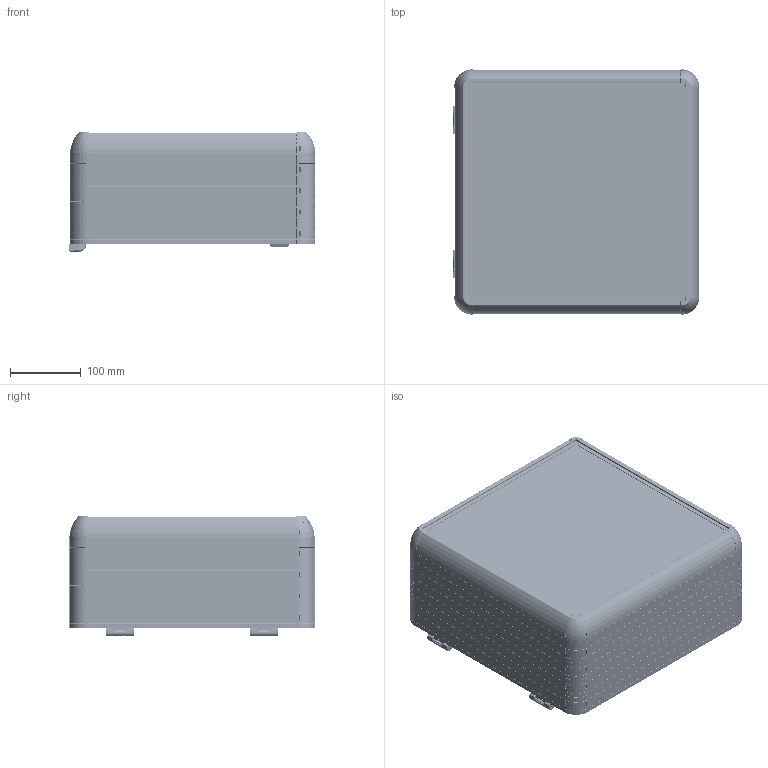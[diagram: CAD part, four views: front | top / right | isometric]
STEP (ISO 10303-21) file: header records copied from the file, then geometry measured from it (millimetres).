
FILE_DESCRIPTION (( 'STEP AP214' ), '1' );
FILE_NAME ('1500-0004.STEP', '2022-04-20T06:50:29', ( '' ), ( '' ), 'SwSTEP 2.0', 'SolidWorks 2022', '' );
FILE_SCHEMA (( 'AUTOMOTIVE_DESIGN' ));
Length unit declared in the file: millimetre
Products named in the file (5): 1500-0004; HPECO-150-001_295; ARKA_KAPAK_300X300; 300X300; ECO1500-0000
Assembly tree (10 placements, depth 2):
  1500-0004
    300X300
    ARKA_KAPAK_300X300
    HPECO-150-001_295  x4
    ECO1500-0000  x4
Bounding box: 349.03 x 347 x 169.15 mm (x, y, z)
Volume: 1733679.1 mm3; surface area: 1468955.4 mm2
Topology: 38 solids, 88 shells, 10453 faces, 27196 edges, 16478 vertices
Faces by surface type: plane 3445, cylinder 2868, bspline 2772, cone 766, torus 468, sphere 134
Entity records: 199523 total; most frequent: CARTESIAN_POINT 53610, ORIENTED_EDGE 23034, DIRECTION 19577, EDGE_CURVE 11517, AXIS2_PLACEMENT_3D 7286, VERTEX_POINT 7067, VECTOR 5005, LINE 5005
